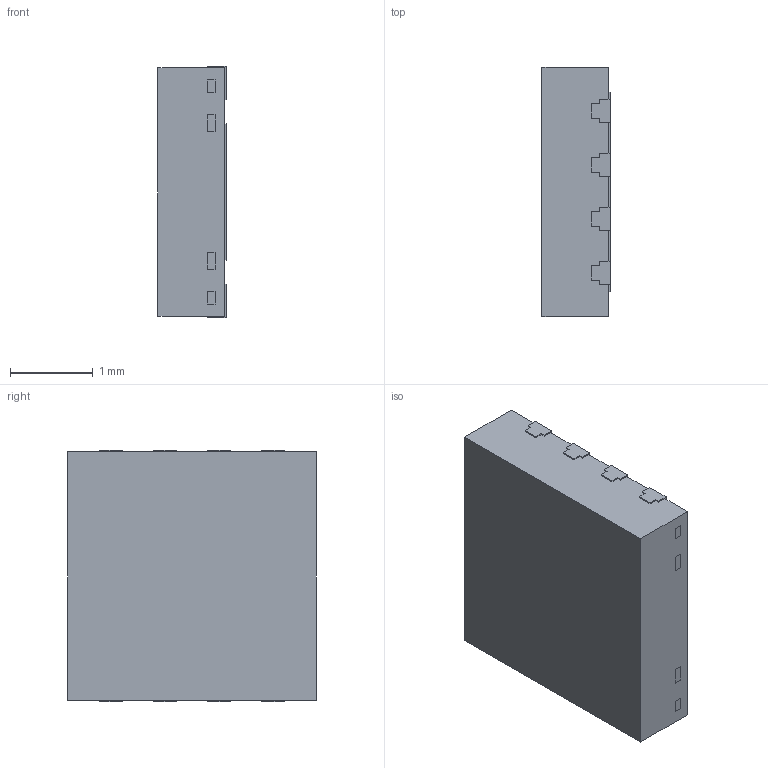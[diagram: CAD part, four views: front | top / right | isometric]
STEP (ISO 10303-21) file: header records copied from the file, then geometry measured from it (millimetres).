
FILE_DESCRIPTION(/* description */ ('Unknown'),/* implementation_level */ '2;1');
FILE_NAME(/* name */ 'SWP-DFN3030A-8',/* time_stamp */ '2021-08-12T08:58:49+08:00',/* author */ ('Unknown'),/* organization */ ('Unknown'),/* preprocessor_version */ 'ST-DEVELOPER v16.7',/* originating_system */ 'DEX',/* authorisation */ $);
FILE_SCHEMA (('AUTOMOTIVE_DESIGN {1 0 10303 214 3 1 1}'));
Length unit declared in the file: millimetre
Products named in the file (4): SWP-DFN3030A-8; EMC; LDF; Plating
Assembly tree (3 placements, depth 2):
  SWP-DFN3030A-8
    EMC
    LDF
    Plating
Bounding box: 0.82 x 3 x 3.03 mm (x, y, z)
Volume: 7.3 mm3; surface area: 63.5 mm2
Topology: 19 solids, 19 shells, 484 faces, 1353 edges, 902 vertices
Faces by surface type: plane 444, cylinder 40
Entity records: 16317 total; most frequent: CARTESIAN_POINT 2743, ORIENTED_EDGE 2706, DIRECTION 2409, EDGE_CURVE 1353, LINE 1273, VECTOR 1273, VERTEX_POINT 902, AXIS2_PLACEMENT_3D 568
